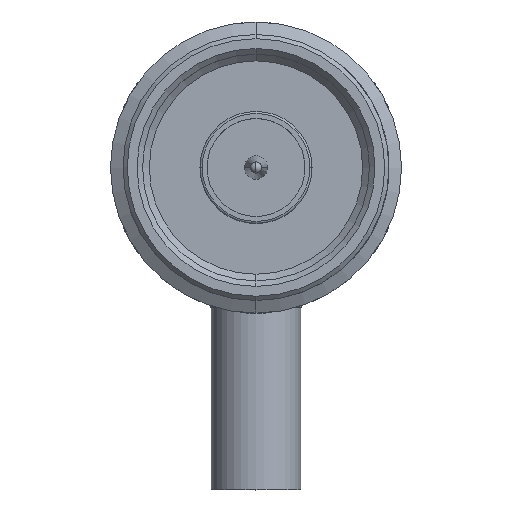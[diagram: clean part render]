
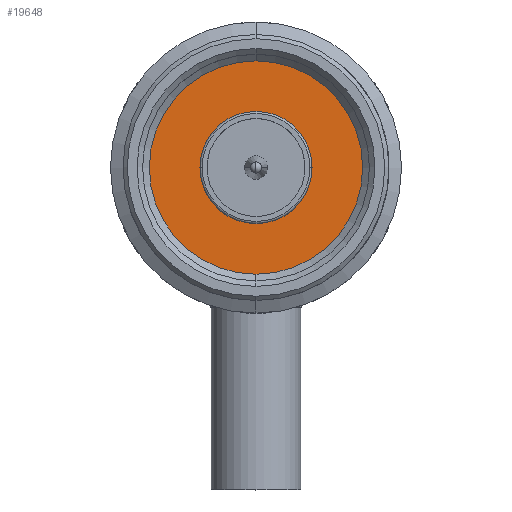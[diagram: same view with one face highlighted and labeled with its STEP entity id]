
A CAD part, top view. The second image highlights one B-rep face of the part: STEP entity #19648.
In plain terms, the highlighted planar face has unit normal (0, 0, 1).
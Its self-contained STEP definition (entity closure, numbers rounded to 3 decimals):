
#33 = FACE_OUTER_BOUND ( 'NONE', #1511, .T. ) ;
#206 = VERTEX_POINT ( 'NONE', #11598 ) ;
#263 = VERTEX_POINT ( 'NONE', #3531 ) ;
#265 = CIRCLE ( 'NONE', #13241, 4.005 ) ;
#318 = AXIS2_PLACEMENT_3D ( 'NONE', #4660, #15342, #6228 ) ;
#556 = DIRECTION ( 'NONE',  ( -1., 0., 0. ) ) ;
#631 = EDGE_CURVE ( 'NONE', #11753, #17802, #14232, .T. ) ;
#1511 = EDGE_LOOP ( 'NONE', ( #11144, #11514 ) ) ;
#2514 = DIRECTION ( 'NONE',  ( -1., 0., 0. ) ) ;
#3044 = CARTESIAN_POINT ( 'NONE',  ( 0., 0., -3.329 ) ) ;
#3531 = CARTESIAN_POINT ( 'NONE',  ( -4.005, 0., -3.329 ) ) ;
#4019 = PLANE ( 'NONE',  #18252 ) ;
#4592 = FACE_BOUND ( 'NONE', #14544, .T. ) ;
#4596 = DIRECTION ( 'NONE',  ( -1., 0., 0. ) ) ;
#4660 = CARTESIAN_POINT ( 'NONE',  ( 0., 0., -3.329 ) ) ;
#6228 = DIRECTION ( 'NONE',  ( -1., 0., 0. ) ) ;
#6342 = CARTESIAN_POINT ( 'NONE',  ( 0., 7.621, -3.329 ) ) ;
#6343 = AXIS2_PLACEMENT_3D ( 'NONE', #3044, #13772, #4596 ) ;
#8638 = CARTESIAN_POINT ( 'NONE',  ( 0., 0., -3.329 ) ) ;
#8646 = DIRECTION ( 'NONE',  ( 0., 0., 1. ) ) ;
#8844 = ORIENTED_EDGE ( 'NONE', *, *, #12622, .T. ) ;
#9689 = DIRECTION ( 'NONE',  ( 0., 0., -1. ) ) ;
#11095 = EDGE_CURVE ( 'NONE', #263, #206, #265, .T. ) ;
#11144 = ORIENTED_EDGE ( 'NONE', *, *, #11607, .T. ) ;
#11514 = ORIENTED_EDGE ( 'NONE', *, *, #631, .T. ) ;
#11598 = CARTESIAN_POINT ( 'NONE',  ( 4.005, 0., -3.329 ) ) ;
#11607 = EDGE_CURVE ( 'NONE', #17802, #11753, #17419, .T. ) ;
#11708 = DIRECTION ( 'NONE',  ( 0., 0., -1. ) ) ;
#11753 = VERTEX_POINT ( 'NONE', #6342 ) ;
#12622 = EDGE_CURVE ( 'NONE', #206, #263, #14521, .T. ) ;
#13241 = AXIS2_PLACEMENT_3D ( 'NONE', #18819, #9689, #556 ) ;
#13772 = DIRECTION ( 'NONE',  ( 0., 0., 1. ) ) ;
#14232 = CIRCLE ( 'NONE', #18988, 7.621 ) ;
#14521 = CIRCLE ( 'NONE', #318, 4.005 ) ;
#14544 = EDGE_LOOP ( 'NONE', ( #8844, #15457 ) ) ;
#15342 = DIRECTION ( 'NONE',  ( 0., 0., -1. ) ) ;
#15457 = ORIENTED_EDGE ( 'NONE', *, *, #11095, .T. ) ;
#17419 = CIRCLE ( 'NONE', #6343, 7.621 ) ;
#17701 = CARTESIAN_POINT ( 'NONE',  ( 0., 0., -3.329 ) ) ;
#17758 = DIRECTION ( 'NONE',  ( -1., 0., 0. ) ) ;
#17802 = VERTEX_POINT ( 'NONE', #19709 ) ;
#18252 = AXIS2_PLACEMENT_3D ( 'NONE', #8638, #11708, #2514 ) ;
#18819 = CARTESIAN_POINT ( 'NONE',  ( 0., 0., -3.329 ) ) ;
#18988 = AXIS2_PLACEMENT_3D ( 'NONE', #17701, #8646, #17758 ) ;
#19648 = ADVANCED_FACE ( 'NONE', ( #4592, #33 ), #4019, .F. ) ;
#19709 = CARTESIAN_POINT ( 'NONE',  ( 0., -7.621, -3.329 ) ) ;
